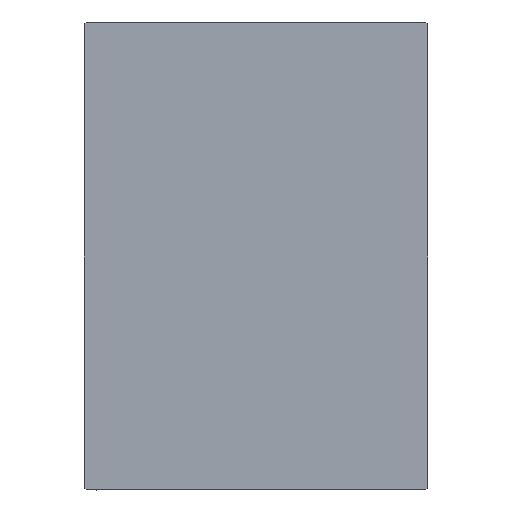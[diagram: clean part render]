
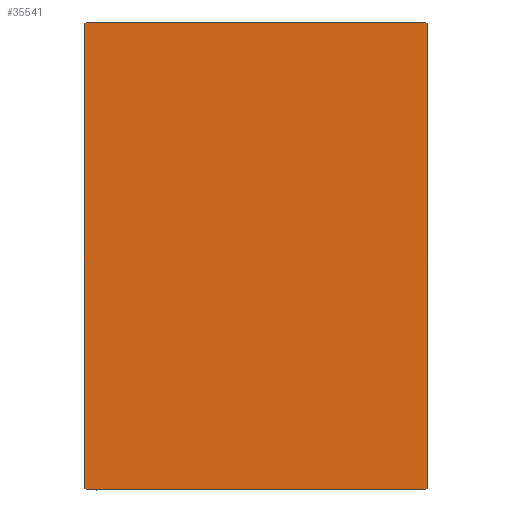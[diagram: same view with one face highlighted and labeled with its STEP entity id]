
A CAD part, left-side view. The second image highlights one B-rep face of the part: STEP entity #35541.
In plain terms, the highlighted face is planar.
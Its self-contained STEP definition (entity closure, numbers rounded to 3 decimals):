
#382 = EDGE_CURVE ( 'NONE', #38232, #35843, #7007, .T. ) ;
#386 = VECTOR ( 'NONE', #26501, 1000. ) ;
#2279 = VERTEX_POINT ( 'NONE', #8314 ) ;
#2731 = DIRECTION ( 'NONE',  ( 0., 0., -1. ) ) ;
#2743 = EDGE_CURVE ( 'NONE', #42444, #2279, #24742, .T. ) ;
#3167 = CARTESIAN_POINT ( 'NONE',  ( 135., 0., 0. ) ) ;
#3690 = VECTOR ( 'NONE', #36889, 1000. ) ;
#4046 = CARTESIAN_POINT ( 'NONE',  ( 135., -27.5, -37.5 ) ) ;
#4060 = VECTOR ( 'NONE', #11576, 1000. ) ;
#4591 = VERTEX_POINT ( 'NONE', #15556 ) ;
#4780 = CARTESIAN_POINT ( 'NONE',  ( 135., -27.5, -37.2 ) ) ;
#4870 = DIRECTION ( 'NONE',  ( 0., -0.707, 0.707 ) ) ;
#5330 = CARTESIAN_POINT ( 'NONE',  ( 135., 27.5, -37.2 ) ) ;
#6097 = FACE_OUTER_BOUND ( 'NONE', #32409, .T. ) ;
#6322 = PLANE ( 'NONE',  #13507 ) ;
#7007 = LINE ( 'NONE', #35236, #31545 ) ;
#7215 = DIRECTION ( 'NONE',  ( 0., -0.707, -0.707 ) ) ;
#7711 = DIRECTION ( 'NONE',  ( 0., 0.707, -0.707 ) ) ;
#8214 = ORIENTED_EDGE ( 'NONE', *, *, #43360, .T. ) ;
#8222 = ORIENTED_EDGE ( 'NONE', *, *, #40370, .T. ) ;
#8230 = LINE ( 'NONE', #14950, #38434 ) ;
#8314 = CARTESIAN_POINT ( 'NONE',  ( 135., -27.2, -37.5 ) ) ;
#8624 = CARTESIAN_POINT ( 'NONE',  ( 135., -27.5, 37.2 ) ) ;
#9531 = CARTESIAN_POINT ( 'NONE',  ( 135., -27.5, 37.5 ) ) ;
#10191 = LINE ( 'NONE', #9531, #3690 ) ;
#11576 = DIRECTION ( 'NONE',  ( 0., 0., 1. ) ) ;
#11677 = EDGE_CURVE ( 'NONE', #37528, #42444, #10191, .T. ) ;
#12920 = VERTEX_POINT ( 'NONE', #26694 ) ;
#12973 = ORIENTED_EDGE ( 'NONE', *, *, #382, .T. ) ;
#13438 = ORIENTED_EDGE ( 'NONE', *, *, #31127, .T. ) ;
#13507 = AXIS2_PLACEMENT_3D ( 'NONE', #3167, #33450, #2731 ) ;
#13782 = ORIENTED_EDGE ( 'NONE', *, *, #14841, .T. ) ;
#14841 = EDGE_CURVE ( 'NONE', #2279, #38232, #18376, .T. ) ;
#14950 = CARTESIAN_POINT ( 'NONE',  ( 135., 32.35, 32.35 ) ) ;
#15556 = CARTESIAN_POINT ( 'NONE',  ( 135., 27.2, 37.5 ) ) ;
#16182 = LINE ( 'NONE', #23129, #386 ) ;
#18073 = LINE ( 'NONE', #42278, #4060 ) ;
#18376 = LINE ( 'NONE', #4046, #36727 ) ;
#21557 = DIRECTION ( 'NONE',  ( 0., 0.707, 0.707 ) ) ;
#21964 = VERTEX_POINT ( 'NONE', #34617 ) ;
#23129 = CARTESIAN_POINT ( 'NONE',  ( 135., 27.5, 37.5 ) ) ;
#24742 = LINE ( 'NONE', #38417, #28015 ) ;
#24835 = ORIENTED_EDGE ( 'NONE', *, *, #2743, .T. ) ;
#26501 = DIRECTION ( 'NONE',  ( 0., -1., 0. ) ) ;
#26694 = CARTESIAN_POINT ( 'NONE',  ( 135., 27.5, 37.2 ) ) ;
#28015 = VECTOR ( 'NONE', #7711, 1000. ) ;
#29149 = CARTESIAN_POINT ( 'NONE',  ( 135., 27.2, -37.5 ) ) ;
#30189 = EDGE_CURVE ( 'NONE', #35843, #12920, #18073, .T. ) ;
#31127 = EDGE_CURVE ( 'NONE', #12920, #4591, #8230, .T. ) ;
#31404 = DIRECTION ( 'NONE',  ( 0., 1., 0. ) ) ;
#31545 = VECTOR ( 'NONE', #21557, 1000. ) ;
#32409 = EDGE_LOOP ( 'NONE', ( #13782, #12973, #33339, #13438, #8222, #8214, #36512, #24835 ) ) ;
#33339 = ORIENTED_EDGE ( 'NONE', *, *, #30189, .T. ) ;
#33450 = DIRECTION ( 'NONE',  ( 1., 0., 0. ) ) ;
#34617 = CARTESIAN_POINT ( 'NONE',  ( 135., -27.2, 37.5 ) ) ;
#34789 = LINE ( 'NONE', #38367, #34819 ) ;
#34819 = VECTOR ( 'NONE', #7215, 1000. ) ;
#35236 = CARTESIAN_POINT ( 'NONE',  ( 135., 32.35, -32.35 ) ) ;
#35541 = ADVANCED_FACE ( 'NONE', ( #6097 ), #6322, .T. ) ;
#35843 = VERTEX_POINT ( 'NONE', #5330 ) ;
#36512 = ORIENTED_EDGE ( 'NONE', *, *, #11677, .T. ) ;
#36727 = VECTOR ( 'NONE', #31404, 1000. ) ;
#36889 = DIRECTION ( 'NONE',  ( 0., 0., -1. ) ) ;
#37528 = VERTEX_POINT ( 'NONE', #8624 ) ;
#38232 = VERTEX_POINT ( 'NONE', #29149 ) ;
#38367 = CARTESIAN_POINT ( 'NONE',  ( 135., -32.35, 32.35 ) ) ;
#38417 = CARTESIAN_POINT ( 'NONE',  ( 135., -32.35, -32.35 ) ) ;
#38434 = VECTOR ( 'NONE', #4870, 1000. ) ;
#40370 = EDGE_CURVE ( 'NONE', #4591, #21964, #16182, .T. ) ;
#42278 = CARTESIAN_POINT ( 'NONE',  ( 135., 27.5, -37.5 ) ) ;
#42444 = VERTEX_POINT ( 'NONE', #4780 ) ;
#43360 = EDGE_CURVE ( 'NONE', #21964, #37528, #34789, .T. ) ;
